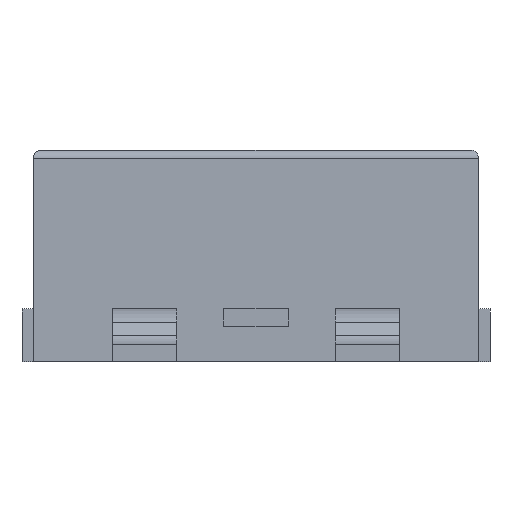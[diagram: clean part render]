
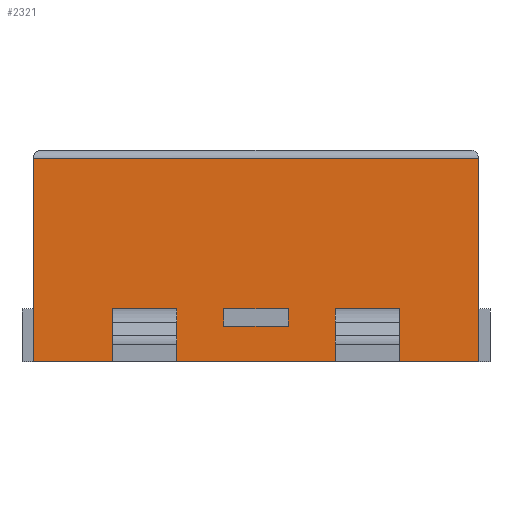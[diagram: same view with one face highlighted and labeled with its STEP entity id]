
A CAD part, front view. The second image highlights one B-rep face of the part: STEP entity #2321.
In plain terms, the highlighted planar face has unit normal (0, -1, 0).
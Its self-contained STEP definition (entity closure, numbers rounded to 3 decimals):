
#81 = AXIS2_PLACEMENT_3D ( 'NONE', #780, #612, #204 ) ;
#114 = CARTESIAN_POINT ( 'NONE',  ( 5.08, -3.073, 0. ) ) ;
#144 = VERTEX_POINT ( 'NONE', #346 ) ;
#204 = DIRECTION ( 'NONE',  ( 0., 0., 1. ) ) ;
#346 = CARTESIAN_POINT ( 'NONE',  ( -5.08, -3.072, 4.63 ) ) ;
#477 = VECTOR ( 'NONE', #507, 1000. ) ;
#499 = CARTESIAN_POINT ( 'NONE',  ( 0., -3.073, 0. ) ) ;
#505 = EDGE_LOOP ( 'NONE', ( #1968, #1285, #1990, #1208 ) ) ;
#507 = DIRECTION ( 'NONE',  ( 0., 0., -1. ) ) ;
#511 = DIRECTION ( 'NONE',  ( 1., 0., 0. ) ) ;
#550 = VERTEX_POINT ( 'NONE', #114 ) ;
#596 = FACE_OUTER_BOUND ( 'NONE', #505, .T. ) ;
#612 = DIRECTION ( 'NONE',  ( 0., 1., 0. ) ) ;
#719 = VECTOR ( 'NONE', #1141, 1000. ) ;
#726 = CARTESIAN_POINT ( 'NONE',  ( -5.08, -3.073, 4.63 ) ) ;
#780 = CARTESIAN_POINT ( 'NONE',  ( -5.08, -3.073, 4.83 ) ) ;
#926 = DIRECTION ( 'NONE',  ( 1., 0., 0. ) ) ;
#992 = VECTOR ( 'NONE', #926, 1000. ) ;
#1122 = VERTEX_POINT ( 'NONE', #2276 ) ;
#1141 = DIRECTION ( 'NONE',  ( 0., 0., 1. ) ) ;
#1208 = ORIENTED_EDGE ( 'NONE', *, *, #2201, .T. ) ;
#1285 = ORIENTED_EDGE ( 'NONE', *, *, #1556, .T. ) ;
#1385 = LINE ( 'NONE', #726, #2176 ) ;
#1556 = EDGE_CURVE ( 'NONE', #144, #1122, #2192, .T. ) ;
#1810 = LINE ( 'NONE', #2619, #719 ) ;
#1950 = CARTESIAN_POINT ( 'NONE',  ( -5.08, -3.073, 4.83 ) ) ;
#1968 = ORIENTED_EDGE ( 'NONE', *, *, #2635, .F. ) ;
#1990 = ORIENTED_EDGE ( 'NONE', *, *, #2308, .T. ) ;
#2176 = VECTOR ( 'NONE', #511, 1000. ) ;
#2192 = LINE ( 'NONE', #1950, #477 ) ;
#2201 = EDGE_CURVE ( 'NONE', #550, #2353, #1810, .T. ) ;
#2276 = CARTESIAN_POINT ( 'NONE',  ( -5.08, -3.073, 0. ) ) ;
#2300 = CARTESIAN_POINT ( 'NONE',  ( 5.08, -3.072, 4.63 ) ) ;
#2308 = EDGE_CURVE ( 'NONE', #1122, #550, #2397, .T. ) ;
#2321 = ADVANCED_FACE ( 'NONE', ( #596 ), #2677, .F. ) ;
#2353 = VERTEX_POINT ( 'NONE', #2300 ) ;
#2397 = LINE ( 'NONE', #499, #992 ) ;
#2619 = CARTESIAN_POINT ( 'NONE',  ( 5.08, -3.073, 4.83 ) ) ;
#2635 = EDGE_CURVE ( 'NONE', #144, #2353, #1385, .T. ) ;
#2677 = PLANE ( 'NONE',  #81 ) ;
